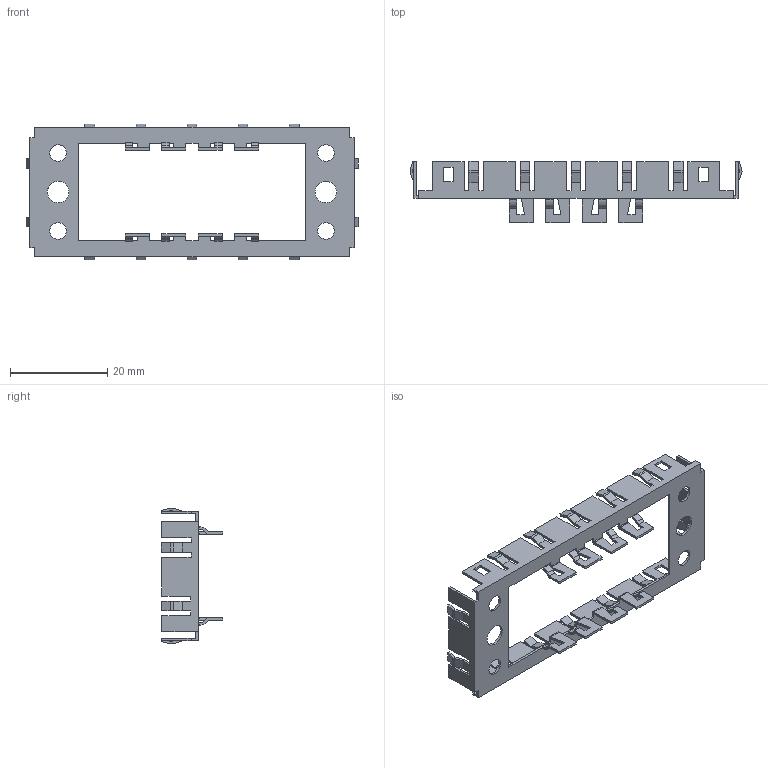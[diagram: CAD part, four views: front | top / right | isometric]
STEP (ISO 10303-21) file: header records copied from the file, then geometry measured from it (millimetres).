
FILE_DESCRIPTION(('Creo Elements/Direct Modeling STEP Export'),'2;1');
FILE_NAME('model.stp','2020-03-31T15:11:24',(''),(''),'Creo Elements/Direct Modeling STEP processor for AP214 (Solid Model)','Creo Elements/Direct Modeling 20.1A 29-Sep-2018 (C) Parametric Technology GmbH','');
FILE_SCHEMA(('AUTOMOTIVE_DESIGN { 1 0 10303 214 1 1 1 1 }'));
Length unit declared in the file: millimetre
Products named in the file (2): VC-AR2-EMV; VC-AR2-EMV.
Assembly tree (1 placements, depth 2):
  VC-AR2-EMV.
    VC-AR2-EMV
Bounding box: 68.21 x 12.6 x 27.9 mm (x, y, z)
Volume: 958 mm3; surface area: 4349.2 mm2
Topology: 1 solids, 1 shells, 386 faces, 1155 edges, 771 vertices
Faces by surface type: plane 328, cylinder 58
Entity records: 15806 total; most frequent: ORIENTED_EDGE 2310, CARTESIAN_POINT 2269, DIRECTION 1972, EDGE_CURVE 1155, VECTOR 1024, LINE 1024, VERTEX_POINT 771, AXIS2_PLACEMENT_3D 474
